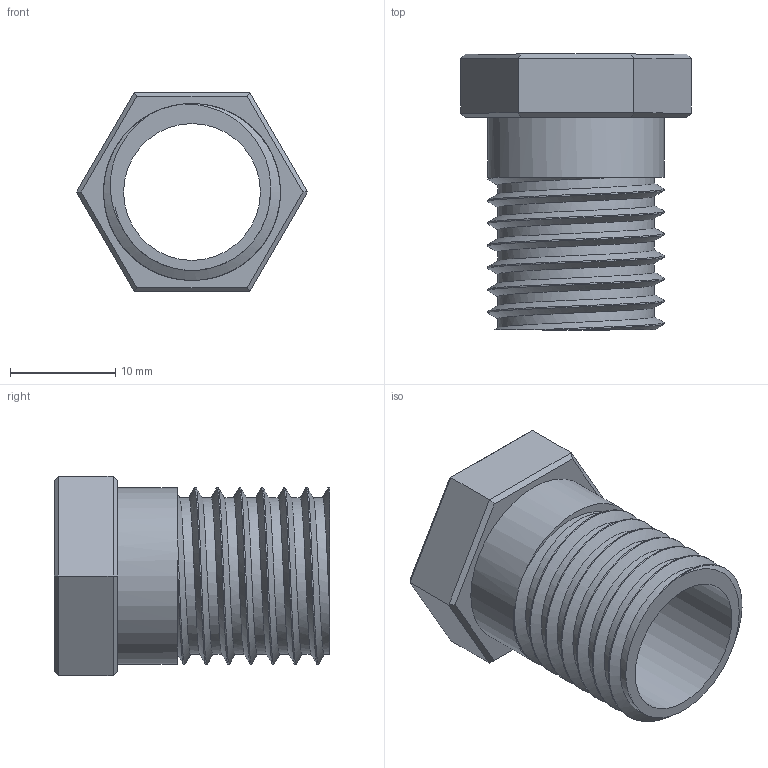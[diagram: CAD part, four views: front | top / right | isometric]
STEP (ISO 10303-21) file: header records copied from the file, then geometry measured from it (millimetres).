
FILE_DESCRIPTION(/* description */ (''),/* implementation_level */ '2;1');
FILE_NAME(/* name */ 'outer arm screw.step',/* time_stamp */ '2025-08-26T19:06:01-04:00',/* author */ (''),/* organization */ (''),/* preprocessor_version */ 'ST-DEVELOPER v20.1',/* originating_system */ 'Autodesk Translation Framework v14.10.0.0',/* authorisation */ '');
FILE_SCHEMA (('AUTOMOTIVE_DESIGN { 1 0 10303 214 3 1 1 }'));
Length unit declared in the file: millimetre
Products named in the file (1): right arm screw
Bounding box: 21.94 x 26.2 x 19 mm (x, y, z)
Volume: 2390.4 mm3; surface area: 3165.4 mm2
Topology: 1 solids, 1 shells, 43 faces, 107 edges, 67 vertices
Faces by surface type: plane 22, cylinder 18, bspline 2, cone 1
Full cylindrical faces by diameter (mm): 13 x1, 14.902 x7, 16.8 x7
Entity records: 3024 total; most frequent: CARTESIAN_POINT 2035, ORIENTED_EDGE 214, DIRECTION 166, EDGE_CURVE 107, VERTEX_POINT 67, LINE 60, VECTOR 60, AXIS2_PLACEMENT_3D 53
